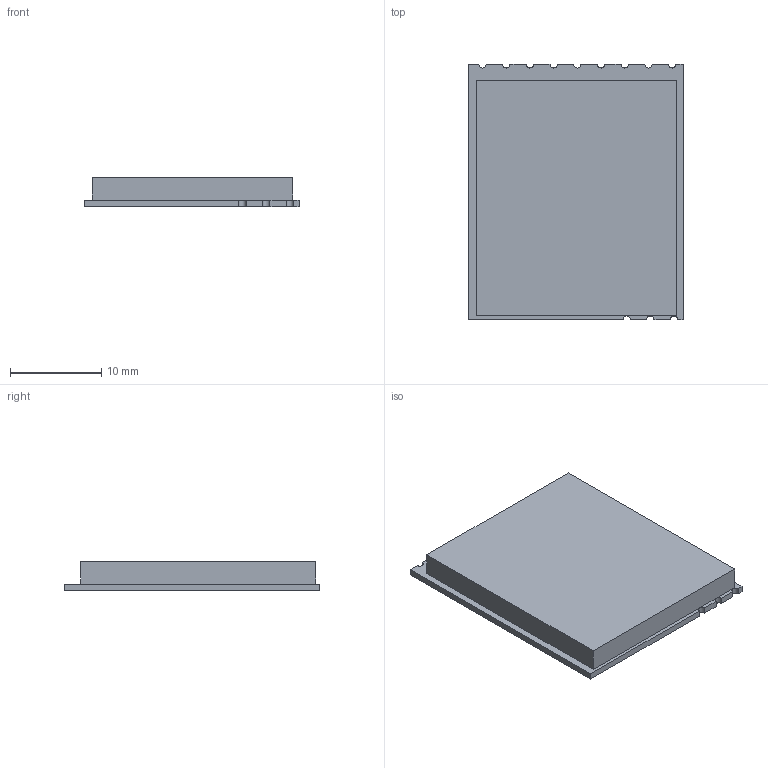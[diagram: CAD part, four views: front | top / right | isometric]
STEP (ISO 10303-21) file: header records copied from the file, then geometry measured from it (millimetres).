
FILE_DESCRIPTION (( 'STEP AP214' ), '1' );
FILE_NAME ('RX5808.STEP', '2016-04-07T12:17:25', ( '' ), ( '' ), 'SwSTEP 2.0', 'SolidWorks 2015', '' );
FILE_SCHEMA (( 'AUTOMOTIVE_DESIGN' ));
Length unit declared in the file: millimetre
Products named in the file (1): RX5808
Bounding box: 23.5 x 28 x 3.2 mm (x, y, z)
Volume: 1876.2 mm3; surface area: 1624.8 mm2
Topology: 1 solids, 1 shells, 37 faces, 102 edges, 67 vertices
Faces by surface type: plane 25, cylinder 12
Entity records: 1488 total; most frequent: CARTESIAN_POINT 207, DIRECTION 205, ORIENTED_EDGE 204, EDGE_CURVE 102, VECTOR 75, LINE 75, VERTEX_POINT 67, AXIS2_PLACEMENT_3D 65
